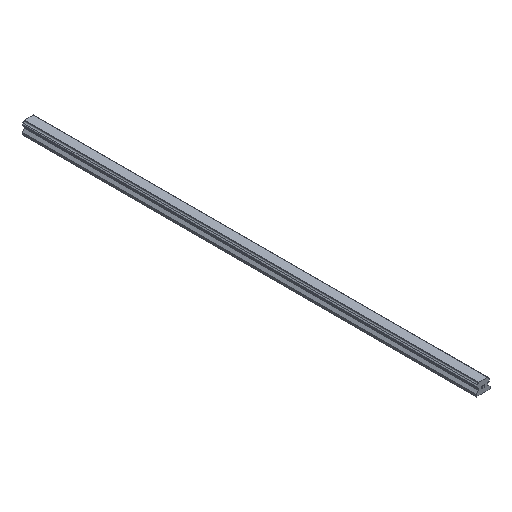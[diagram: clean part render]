
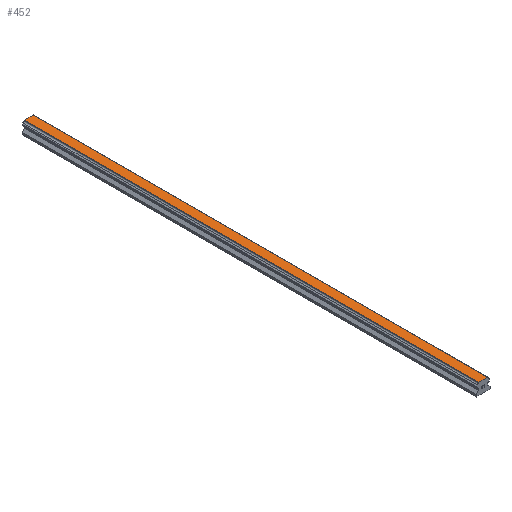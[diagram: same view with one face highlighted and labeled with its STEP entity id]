
A CAD part, isometric view. The second image highlights one B-rep face of the part: STEP entity #452.
In plain terms, the highlighted planar face has unit normal (0, 0, 1).
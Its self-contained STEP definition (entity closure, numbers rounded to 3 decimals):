
#452=ADVANCED_FACE('',(#931),#932,.T.);
#931=FACE_OUTER_BOUND('',#1416,.T.);
#932=PLANE('',#1417);
#1416=EDGE_LOOP('',(#2720,#2721,#2722,#2723));
#1417=AXIS2_PLACEMENT_3D('',#2724,#2725,#2726);
#2720=ORIENTED_EDGE('',*,*,#3250,.T.);
#2721=ORIENTED_EDGE('',*,*,#3356,.F.);
#2722=ORIENTED_EDGE('',*,*,#3131,.T.);
#2723=ORIENTED_EDGE('',*,*,#3354,.T.);
#2724=CARTESIAN_POINT('',(7.2,1470.0,38.));
#2725=DIRECTION('',(0.0,0.0,1.0));
#2726=DIRECTION('',(-1.0,0.0,0.0));
#3131=EDGE_CURVE('',#3833,#3831,#3834,.T.);
#3250=EDGE_CURVE('',#4026,#4024,#4027,.T.);
#3354=EDGE_CURVE('',#3831,#4026,#4145,.T.);
#3356=EDGE_CURVE('',#3833,#4024,#4147,.T.);
#3831=VERTEX_POINT('',#4805);
#3833=VERTEX_POINT('',#4808);
#3834=LINE('',#4809,#4810);
#4024=VERTEX_POINT('',#5089);
#4026=VERTEX_POINT('',#5092);
#4027=LINE('',#5093,#5094);
#4145=LINE('',#5241,#5242);
#4147=LINE('',#5244,#5245);
#4805=CARTESIAN_POINT('',(-14.4,1470.0,38.));
#4808=CARTESIAN_POINT('',(14.4,1470.0,38.));
#4809=CARTESIAN_POINT('',(14.4,1470.0,38.));
#4810=VECTOR('',#5564,1.0);
#5089=CARTESIAN_POINT('',(14.4,0.0,38.));
#5092=CARTESIAN_POINT('',(-14.4,0.0,38.));
#5093=CARTESIAN_POINT('',(0.0,0.0,38.));
#5094=VECTOR('',#5667,1.0);
#5241=CARTESIAN_POINT('',(-14.4,1470.0,38.));
#5242=VECTOR('',#5787,1.0);
#5244=CARTESIAN_POINT('',(14.4,1470.0,38.));
#5245=VECTOR('',#5788,1.0);
#5564=DIRECTION('',(-1.0,0.0,0.0));
#5667=DIRECTION('',(1.0,0.0,0.0));
#5787=DIRECTION('',(0.0,-1.0,0.0));
#5788=DIRECTION('',(0.0,-1.0,0.0));
